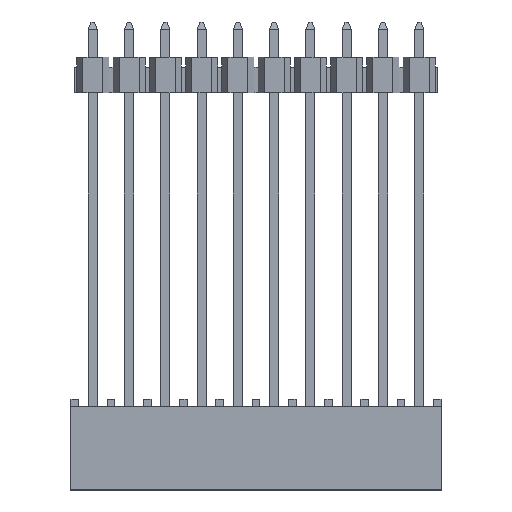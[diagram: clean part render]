
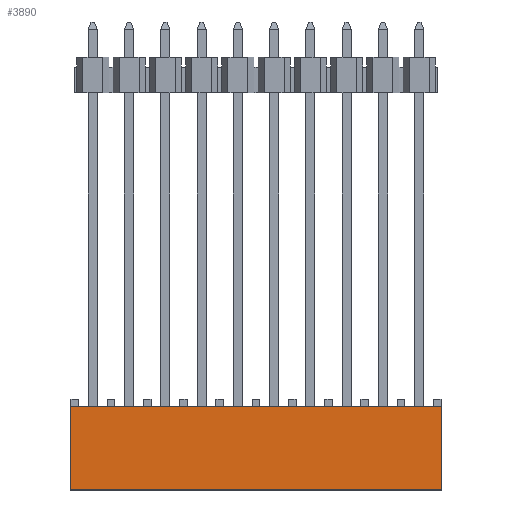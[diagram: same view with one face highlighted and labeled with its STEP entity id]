
A CAD part, top view. The second image highlights one B-rep face of the part: STEP entity #3890.
In plain terms, the highlighted planar face has unit normal (0, 0, 1).
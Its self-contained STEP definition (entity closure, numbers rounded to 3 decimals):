
#53=CARTESIAN_POINT('',(6.605,-0.5,2.54));
#54=VERTEX_POINT('',#53);
#61=CARTESIAN_POINT('',(6.605,-6.35,2.54));
#62=VERTEX_POINT('',#61);
#63=CARTESIAN_POINT('',(6.605,-0.5,2.54));
#64=DIRECTION('',(0.,-1.,0.));
#65=VECTOR('',#64,5.85);
#66=LINE('',#63,#65);
#67=EDGE_CURVE('',#54,#62,#66,.T.);
#2885=CARTESIAN_POINT('',(-19.305,-0.5,2.54));
#2886=VERTEX_POINT('',#2885);
#2893=CARTESIAN_POINT('',(-19.305,-0.5,2.54));
#2894=DIRECTION('',(1.,0.,0.));
#2895=VECTOR('',#2894,25.91);
#2896=LINE('',#2893,#2895);
#2897=EDGE_CURVE('',#2886,#54,#2896,.T.);
#3867=CARTESIAN_POINT('',(-6.35,-3.425,2.54));
#3868=DIRECTION('',(-1.,0.,0.));
#3869=DIRECTION('',(0.,0.,1.));
#3870=AXIS2_PLACEMENT_3D('',#3867,#3869,#3868);
#3871=PLANE('',#3870);
#3872=CARTESIAN_POINT('',(-19.305,-6.35,2.54));
#3873=VERTEX_POINT('',#3872);
#3874=CARTESIAN_POINT('',(-19.305,-0.5,2.54));
#3875=DIRECTION('',(0.,-1.,0.));
#3876=VECTOR('',#3875,5.85);
#3877=LINE('',#3874,#3876);
#3878=EDGE_CURVE('',#2886,#3873,#3877,.T.);
#3879=ORIENTED_EDGE('',*,*,#3878,.T.);
#3880=CARTESIAN_POINT('',(-19.305,-6.35,2.54));
#3881=DIRECTION('',(1.,0.,0.));
#3882=VECTOR('',#3881,25.91);
#3883=LINE('',#3880,#3882);
#3884=EDGE_CURVE('',#3873,#62,#3883,.T.);
#3885=ORIENTED_EDGE('',*,*,#3884,.T.);
#3886=ORIENTED_EDGE('',*,*,#67,.F.);
#3887=ORIENTED_EDGE('',*,*,#2897,.F.);
#3888=EDGE_LOOP('',(#3879,#3885,#3886,#3887));
#3889=FACE_OUTER_BOUND('',#3888,.T.);
#3890=ADVANCED_FACE('',(#3889),#3871,.T.);
